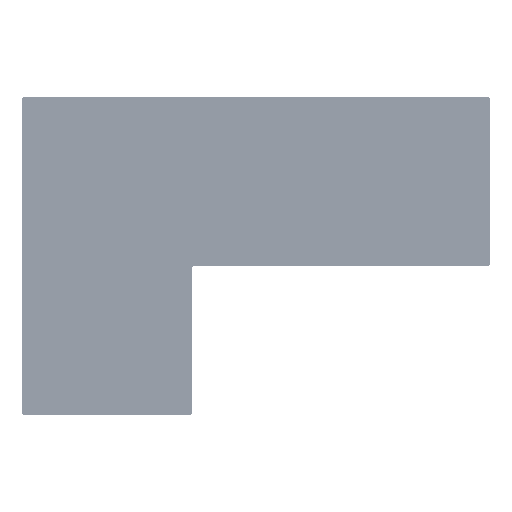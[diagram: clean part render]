
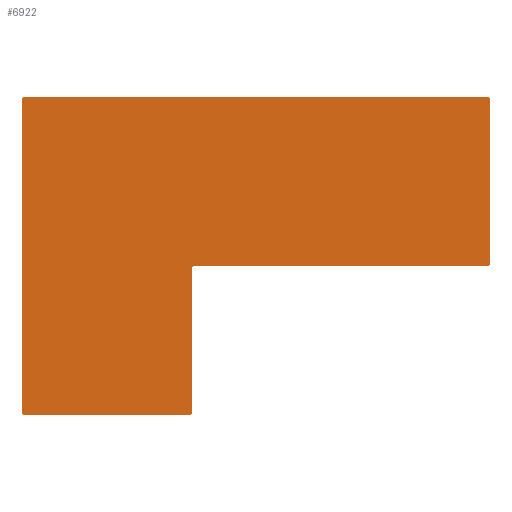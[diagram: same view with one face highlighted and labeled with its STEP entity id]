
A CAD part, front view. The second image highlights one B-rep face of the part: STEP entity #6922.
In plain terms, the highlighted face is planar.
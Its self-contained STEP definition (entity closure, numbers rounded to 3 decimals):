
#374 = ORIENTED_EDGE ( 'NONE', *, *, #10590, .T. ) ;
#577 = CARTESIAN_POINT ( 'NONE',  ( 250., 200., 100. ) ) ;
#702 = VECTOR ( 'NONE', #31421, 1000. ) ;
#765 = DIRECTION ( 'NONE',  ( 0., 0., -1. ) ) ;
#2222 = AXIS2_PLACEMENT_3D ( 'NONE', #33447, #33768, #6038 ) ;
#2667 = ORIENTED_EDGE ( 'NONE', *, *, #16279, .F. ) ;
#3005 = VERTEX_POINT ( 'NONE', #17565 ) ;
#3199 = CARTESIAN_POINT ( 'NONE',  ( -3050., 3100., 100. ) ) ;
#3538 = CARTESIAN_POINT ( 'NONE',  ( -3100., 3100., 100. ) ) ;
#3802 = ORIENTED_EDGE ( 'NONE', *, *, #21183, .F. ) ;
#4127 = CARTESIAN_POINT ( 'NONE',  ( 5950., -3050., 100. ) ) ;
#4870 = DIRECTION ( 'NONE',  ( 0., 0., -1. ) ) ;
#5239 = CARTESIAN_POINT ( 'NONE',  ( -3100., -3100., 100. ) ) ;
#5779 = EDGE_CURVE ( 'NONE', #3005, #33817, #33067, .T. ) ;
#5958 = VERTEX_POINT ( 'NONE', #17846 ) ;
#6038 = DIRECTION ( 'NONE',  ( 1., 0., 0. ) ) ;
#6270 = DIRECTION ( 'NONE',  ( 1., 0., 0. ) ) ;
#6306 = CARTESIAN_POINT ( 'NONE',  ( 6000., -3050., 100. ) ) ;
#6922 = ADVANCED_FACE ( 'NONE', ( #29057 ), #27055, .F. ) ;
#7425 = AXIS2_PLACEMENT_3D ( 'NONE', #22874, #43965, #15643 ) ;
#7638 = DIRECTION ( 'NONE',  ( 1., 0., 0. ) ) ;
#7939 = CARTESIAN_POINT ( 'NONE',  ( -3050., -3100., 100. ) ) ;
#7949 = LINE ( 'NONE', #40264, #20037 ) ;
#7963 = LINE ( 'NONE', #27530, #33765 ) ;
#8306 = ORIENTED_EDGE ( 'NONE', *, *, #29992, .T. ) ;
#8746 = VERTEX_POINT ( 'NONE', #577 ) ;
#8898 = VECTOR ( 'NONE', #14219, 1000. ) ;
#9633 = LINE ( 'NONE', #30454, #40853 ) ;
#9651 = EDGE_CURVE ( 'NONE', #18491, #33817, #7963, .T. ) ;
#9653 = LINE ( 'NONE', #5239, #27256 ) ;
#9800 = DIRECTION ( 'NONE',  ( 1., 0., 0. ) ) ;
#10463 = AXIS2_PLACEMENT_3D ( 'NONE', #19730, #37193, #6270 ) ;
#10552 = DIRECTION ( 'NONE',  ( 1., 0., 0. ) ) ;
#10590 = EDGE_CURVE ( 'NONE', #26751, #5958, #15498, .T. ) ;
#10845 = DIRECTION ( 'NONE',  ( 0., 0., 1. ) ) ;
#13015 = CARTESIAN_POINT ( 'NONE',  ( -3050., 3050., 100. ) ) ;
#13909 = CARTESIAN_POINT ( 'NONE',  ( 250., 250., 100. ) ) ;
#14199 = CIRCLE ( 'NONE', #10463, 50. ) ;
#14219 = DIRECTION ( 'NONE',  ( 0., -1., 0. ) ) ;
#15498 = CIRCLE ( 'NONE', #37231, 50. ) ;
#15643 = DIRECTION ( 'NONE',  ( 1., 0., 0. ) ) ;
#15846 = EDGE_CURVE ( 'NONE', #26751, #8746, #9633, .T. ) ;
#16279 = EDGE_CURVE ( 'NONE', #3005, #22159, #7949, .T. ) ;
#17565 = CARTESIAN_POINT ( 'NONE',  ( 150., 3100., 100. ) ) ;
#17846 = CARTESIAN_POINT ( 'NONE',  ( 6000., 150., 100. ) ) ;
#17863 = EDGE_LOOP ( 'NONE', ( #26989, #37351, #2667, #32634, #44406, #37951, #28298, #374, #21804, #42763, #3802, #8306 ) ) ;
#17994 = EDGE_CURVE ( 'NONE', #27109, #42174, #18192, .T. ) ;
#17998 = EDGE_CURVE ( 'NONE', #24364, #5958, #42853, .T. ) ;
#18192 = LINE ( 'NONE', #3538, #8898 ) ;
#18421 = AXIS2_PLACEMENT_3D ( 'NONE', #4127, #765, #7638 ) ;
#18491 = VERTEX_POINT ( 'NONE', #30933 ) ;
#19622 = CARTESIAN_POINT ( 'NONE',  ( 5950., -3100., 100. ) ) ;
#19730 = CARTESIAN_POINT ( 'NONE',  ( -3050., -3050., 100. ) ) ;
#20037 = VECTOR ( 'NONE', #30199, 1000. ) ;
#21183 = EDGE_CURVE ( 'NONE', #41146, #37054, #9653, .T. ) ;
#21804 = ORIENTED_EDGE ( 'NONE', *, *, #17998, .F. ) ;
#22159 = VERTEX_POINT ( 'NONE', #3199 ) ;
#22543 = DIRECTION ( 'NONE',  ( 1., 0., 0. ) ) ;
#22627 = CARTESIAN_POINT ( 'NONE',  ( 5950., 150., 100. ) ) ;
#22654 = AXIS2_PLACEMENT_3D ( 'NONE', #13015, #34182, #9800 ) ;
#22874 = CARTESIAN_POINT ( 'NONE',  ( 150., 3050., 100. ) ) ;
#23104 = EDGE_CURVE ( 'NONE', #27109, #22159, #42296, .T. ) ;
#23712 = DIRECTION ( 'NONE',  ( -1., 0., 0. ) ) ;
#24364 = VERTEX_POINT ( 'NONE', #6306 ) ;
#25854 = CARTESIAN_POINT ( 'NONE',  ( -3100., 3050., 100. ) ) ;
#26146 = CIRCLE ( 'NONE', #18421, 50. ) ;
#26751 = VERTEX_POINT ( 'NONE', #33520 ) ;
#26989 = ORIENTED_EDGE ( 'NONE', *, *, #17994, .F. ) ;
#27055 = PLANE ( 'NONE',  #2222 ) ;
#27109 = VERTEX_POINT ( 'NONE', #25854 ) ;
#27256 = VECTOR ( 'NONE', #22543, 1000. ) ;
#27530 = CARTESIAN_POINT ( 'NONE',  ( 200., 3100., 100. ) ) ;
#28298 = ORIENTED_EDGE ( 'NONE', *, *, #15846, .F. ) ;
#29057 = FACE_OUTER_BOUND ( 'NONE', #17863, .T. ) ;
#29625 = EDGE_CURVE ( 'NONE', #18491, #8746, #37275, .T. ) ;
#29992 = EDGE_CURVE ( 'NONE', #41146, #42174, #14199, .T. ) ;
#30199 = DIRECTION ( 'NONE',  ( -1., 0., 0. ) ) ;
#30454 = CARTESIAN_POINT ( 'NONE',  ( 6000., 200., 100. ) ) ;
#30933 = CARTESIAN_POINT ( 'NONE',  ( 200., 250., 100. ) ) ;
#31016 = DIRECTION ( 'NONE',  ( 0., 1., 0. ) ) ;
#31421 = DIRECTION ( 'NONE',  ( 0., 1., 0. ) ) ;
#32634 = ORIENTED_EDGE ( 'NONE', *, *, #5779, .T. ) ;
#33067 = CIRCLE ( 'NONE', #7425, 50. ) ;
#33447 = CARTESIAN_POINT ( 'NONE',  ( 0., 0., 100. ) ) ;
#33520 = CARTESIAN_POINT ( 'NONE',  ( 5950., 200., 100. ) ) ;
#33765 = VECTOR ( 'NONE', #31016, 1000. ) ;
#33768 = DIRECTION ( 'NONE',  ( 0., 0., 1. ) ) ;
#33817 = VERTEX_POINT ( 'NONE', #38558 ) ;
#34182 = DIRECTION ( 'NONE',  ( 0., 0., -1. ) ) ;
#37054 = VERTEX_POINT ( 'NONE', #19622 ) ;
#37193 = DIRECTION ( 'NONE',  ( 0., 0., -1. ) ) ;
#37231 = AXIS2_PLACEMENT_3D ( 'NONE', #22627, #4870, #39461 ) ;
#37275 = CIRCLE ( 'NONE', #43294, 50. ) ;
#37351 = ORIENTED_EDGE ( 'NONE', *, *, #23104, .T. ) ;
#37951 = ORIENTED_EDGE ( 'NONE', *, *, #29625, .T. ) ;
#38558 = CARTESIAN_POINT ( 'NONE',  ( 200., 3050., 100. ) ) ;
#38743 = CARTESIAN_POINT ( 'NONE',  ( 6000., -3100., 100. ) ) ;
#39461 = DIRECTION ( 'NONE',  ( 1., 0., 0. ) ) ;
#39952 = CARTESIAN_POINT ( 'NONE',  ( -3100., -3050., 100. ) ) ;
#40264 = CARTESIAN_POINT ( 'NONE',  ( -3100., 3100., 100. ) ) ;
#40853 = VECTOR ( 'NONE', #23712, 1000. ) ;
#40982 = EDGE_CURVE ( 'NONE', #24364, #37054, #26146, .T. ) ;
#41146 = VERTEX_POINT ( 'NONE', #7939 ) ;
#42174 = VERTEX_POINT ( 'NONE', #39952 ) ;
#42296 = CIRCLE ( 'NONE', #22654, 50. ) ;
#42763 = ORIENTED_EDGE ( 'NONE', *, *, #40982, .T. ) ;
#42853 = LINE ( 'NONE', #38743, #702 ) ;
#43294 = AXIS2_PLACEMENT_3D ( 'NONE', #13909, #10845, #10552 ) ;
#43965 = DIRECTION ( 'NONE',  ( 0., 0., -1. ) ) ;
#44406 = ORIENTED_EDGE ( 'NONE', *, *, #9651, .F. ) ;
